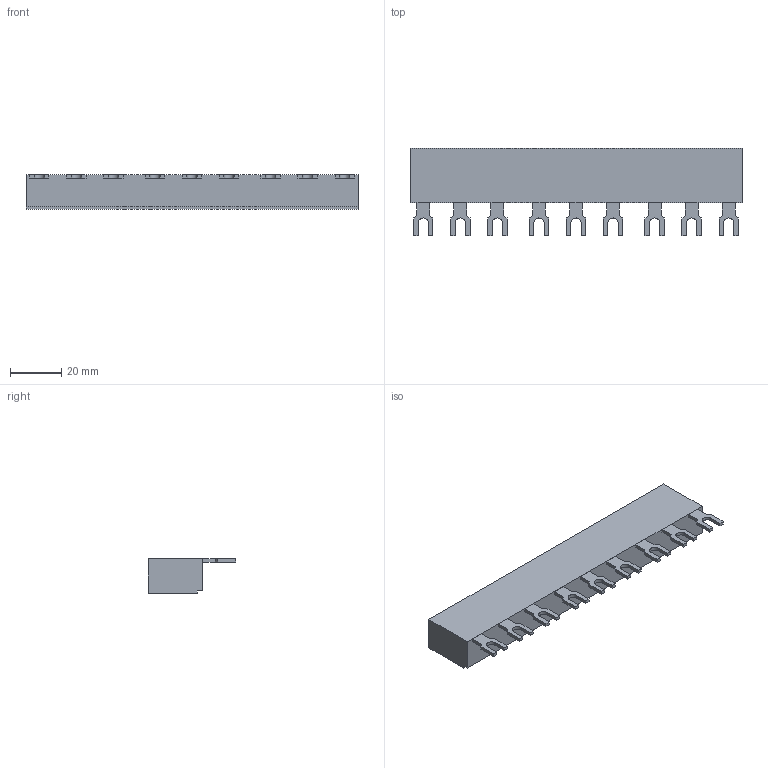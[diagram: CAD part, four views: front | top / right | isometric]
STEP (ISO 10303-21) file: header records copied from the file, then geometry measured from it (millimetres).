
FILE_DESCRIPTION(('STEP AP214'),'1');
FILE_NAME('cctmp_9455548F-4E74-49F1-A569-5D0283306EFE_2023_08_14_21_03_16_0895..stp','2023-08-14T19:03:17',('SIEMENS A&D'),('CADClick - www.CADClick.com'),'Spatial InterOp 3D postprocessed',' ','unknown authorization');
FILE_SCHEMA(('AUTOMOTIVE_DESIGN'));
Length unit declared in the file: millimetre
Products named in the file (1): 2023_08_14_21_03_16_0889
Bounding box: 129.2 x 34.2 x 13.5 mm (x, y, z)
Volume: 37391 mm3; surface area: 11060.5 mm2
Topology: 1 solids, 1 shells, 125 faces, 342 edges, 228 vertices
Faces by surface type: plane 116, cylinder 9
Entity records: 6578 total; most frequent: STYLED_ITEM 696, PRESENTATION_STYLE_ASSIGNMENT 696, CARTESIAN_POINT 696, ORIENTED_EDGE 684, DIRECTION 612, EDGE_CURVE 342, CURVE_STYLE 342, DRAUGHTING_PRE_DEFINED_CURVE_FONT 342
